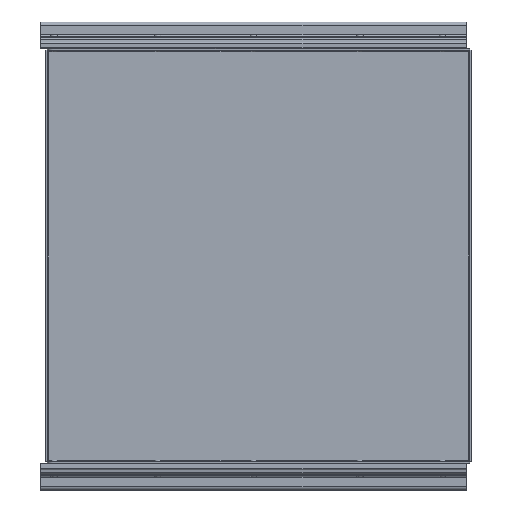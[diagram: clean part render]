
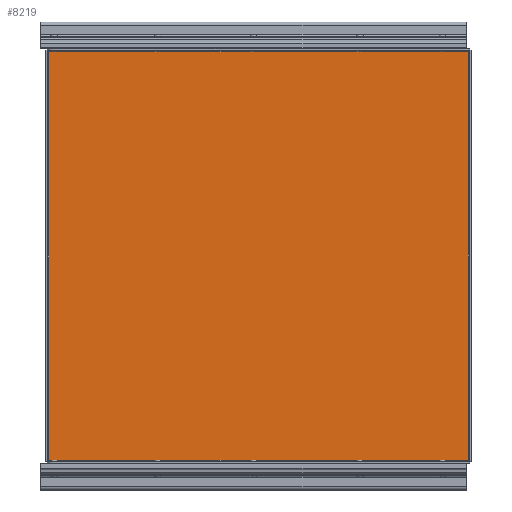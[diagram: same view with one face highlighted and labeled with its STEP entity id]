
A CAD part, front view. The second image highlights one B-rep face of the part: STEP entity #8219.
In plain terms, the highlighted planar face has unit normal (0, -1, 0).
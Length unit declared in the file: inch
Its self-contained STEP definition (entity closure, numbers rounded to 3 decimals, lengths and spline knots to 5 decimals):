
#363 = VECTOR ( 'NONE', #6988, 39.37008 ) ;
#840 = CARTESIAN_POINT ( 'NONE',  ( 10., 0.922, -9.612 ) ) ;
#1223 = PLANE ( 'NONE',  #24041 ) ;
#1378 = CARTESIAN_POINT ( 'NONE',  ( -9.862, 0.922, -9.75 ) ) ;
#1459 = EDGE_LOOP ( 'NONE', ( #8569, #24743, #16859, #8612 ) ) ;
#1693 = EDGE_CURVE ( 'NONE', #21472, #20426, #13524, .T. ) ;
#2840 = LINE ( 'NONE', #19953, #363 ) ;
#3818 = CARTESIAN_POINT ( 'NONE',  ( 10., 0.922, 9.612 ) ) ;
#3825 = VECTOR ( 'NONE', #18772, 39.37008 ) ;
#5953 = CARTESIAN_POINT ( 'NONE',  ( -9.862, 0.922, 9.612 ) ) ;
#6988 = DIRECTION ( 'NONE',  ( 0., 0., -1. ) ) ;
#7640 = DIRECTION ( 'NONE',  ( 0., 0., 1. ) ) ;
#7912 = CARTESIAN_POINT ( 'NONE',  ( 10., 0.922, -9.75 ) ) ;
#8219 = ADVANCED_FACE ( 'NONE', ( #14059 ), #1223, .F. ) ;
#8569 = ORIENTED_EDGE ( 'NONE', *, *, #13986, .F. ) ;
#8612 = ORIENTED_EDGE ( 'NONE', *, *, #9520, .F. ) ;
#9520 = EDGE_CURVE ( 'NONE', #14811, #21472, #2840, .T. ) ;
#10207 = LINE ( 'NONE', #1378, #3825 ) ;
#10980 = CARTESIAN_POINT ( 'NONE',  ( 9.862, 0.922, 9.612 ) ) ;
#11339 = VECTOR ( 'NONE', #25968, 39.37008 ) ;
#12498 = DIRECTION ( 'NONE',  ( 1., 0., 0. ) ) ;
#13524 = LINE ( 'NONE', #840, #11339 ) ;
#13986 = EDGE_CURVE ( 'NONE', #16964, #14811, #16646, .T. ) ;
#14059 = FACE_OUTER_BOUND ( 'NONE', #1459, .T. ) ;
#14167 = VECTOR ( 'NONE', #12498, 39.37008 ) ;
#14811 = VERTEX_POINT ( 'NONE', #10980 ) ;
#15381 = EDGE_CURVE ( 'NONE', #20426, #16964, #10207, .T. ) ;
#16627 = DIRECTION ( 'NONE',  ( 0., 1., 0. ) ) ;
#16646 = LINE ( 'NONE', #3818, #14167 ) ;
#16859 = ORIENTED_EDGE ( 'NONE', *, *, #1693, .F. ) ;
#16964 = VERTEX_POINT ( 'NONE', #5953 ) ;
#18772 = DIRECTION ( 'NONE',  ( 0., 0., 1. ) ) ;
#18996 = CARTESIAN_POINT ( 'NONE',  ( -9.862, 0.922, -9.612 ) ) ;
#19953 = CARTESIAN_POINT ( 'NONE',  ( 9.862, 0.922, -9.75 ) ) ;
#20426 = VERTEX_POINT ( 'NONE', #18996 ) ;
#21472 = VERTEX_POINT ( 'NONE', #25607 ) ;
#24041 = AXIS2_PLACEMENT_3D ( 'NONE', #7912, #16627, #7640 ) ;
#24743 = ORIENTED_EDGE ( 'NONE', *, *, #15381, .F. ) ;
#25607 = CARTESIAN_POINT ( 'NONE',  ( 9.862, 0.922, -9.612 ) ) ;
#25968 = DIRECTION ( 'NONE',  ( -1., 0., 0. ) ) ;
